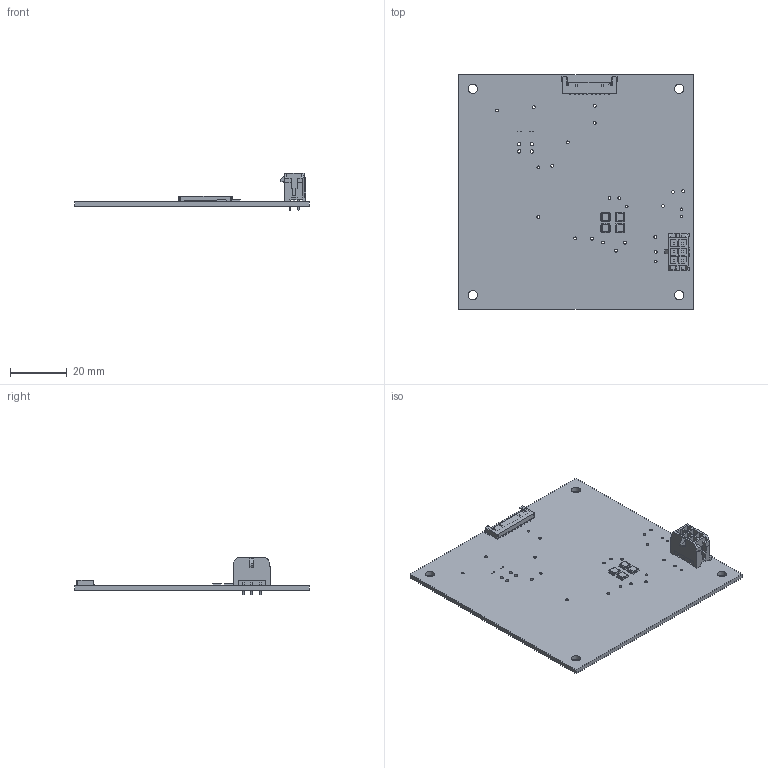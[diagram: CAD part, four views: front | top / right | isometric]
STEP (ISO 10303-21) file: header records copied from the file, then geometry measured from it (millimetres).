
FILE_DESCRIPTION(('KiCad electronic assembly'),'2;1');
FILE_NAME('power_board.step','2024-02-20T23:53:19',('Pcbnew'),('Kicad'), 'Open CASCADE STEP processor 7.5','KiCad to STEP converter','Unknown' );
FILE_SCHEMA(('AUTOMOTIVE_DESIGN { 1 0 10303 214 1 1 1 1 }'));
Length unit declared in the file: millimetre
Products named in the file (8): power_board 1; Molex_430450612; 430450612; DNH0008A; DNH0008A_ASM; 504050-1091; 5040501091; power_board PCB
Assembly tree (10 placements, depth 3):
  power_board 1
    Molex_430450612
      430450612
    DNH0008A  x4
      DNH0008A_ASM
    504050-1091
      5040501091
    power_board PCB
Bounding box: 82.5 x 82.5 x 13.09 mm (x, y, z)
Volume: 11470.9 mm3; surface area: 16100.4 mm2
Topology: 27 solids, 27 shells, 1387 faces, 3885 edges, 2638 vertices
Faces by surface type: plane 1184, cylinder 179, sphere 20, cone 4
Full cylindrical faces by diameter (mm): 0.2 x28, 0.9 x2, 1 x22, 1.02 x8, 1.2 x4, 3.2 x4
Entity records: 66332 total; most frequent: CARTESIAN_POINT 13159, DIRECTION 9905, LINE 7217, VECTOR 7217, ORIENTED_EDGE 5210, PCURVE 5210, DEFINITIONAL_REPRESENTATION 5210, EDGE_CURVE 2605
